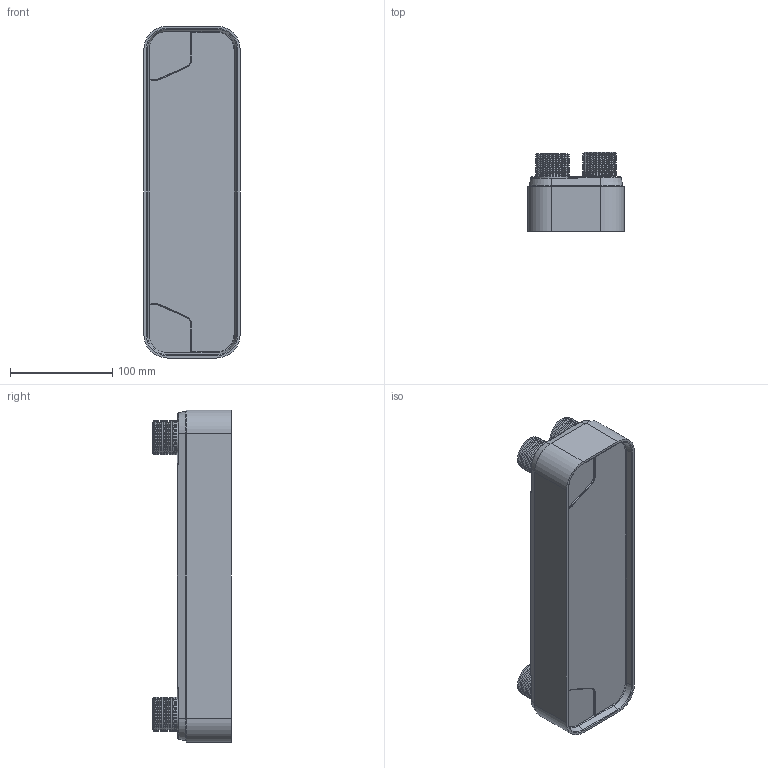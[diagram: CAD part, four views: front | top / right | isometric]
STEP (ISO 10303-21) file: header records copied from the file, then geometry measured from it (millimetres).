
FILE_DESCRIPTION((''),'2;1');
FILE_NAME('CB20_12H_B21_ASM','2011-06-07T',('SEROAHN'),(''),'PRO/ENGINEER BY PARAMETRIC TECHNOLOGY CORPORATION, 2007390','PRO/ENGINEER BY PARAMETRIC TECHNOLOGY CORPORATION, 2007390','');
FILE_SCHEMA(('CONFIG_CONTROL_DESIGN'));
Length unit declared in the file: millimetre
Products named in the file (3): CB20_CH_SIMP; B21_2; CB20_12H_B21_ASM
Assembly tree (5 placements, depth 2):
  CB20_12H_B21_ASM
    CB20_CH_SIMP
    B21_2  x4
Bounding box: 94 x 77 x 324 mm (x, y, z)
Volume: 1402846.8 mm3; surface area: 138213.5 mm2
Topology: 5 solids, 5 shells, 470 faces, 992 edges, 550 vertices
Faces by surface type: cone 224, cylinder 112, plane 60, torus 49, bspline 25
Entity records: 9044 total; most frequent: CARTESIAN_POINT 3300, DIRECTION 1284, ORIENTED_EDGE 1132, EDGE_CURVE 566, AXIS2_PLACEMENT_3D 527, VERTEX_POINT 322, CIRCLE 287, EDGE_LOOP 268
